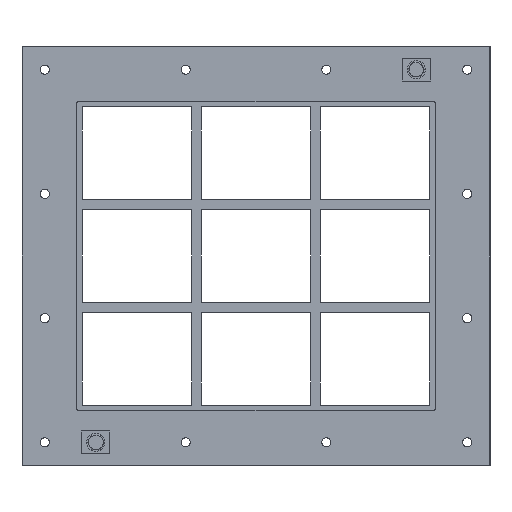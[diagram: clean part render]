
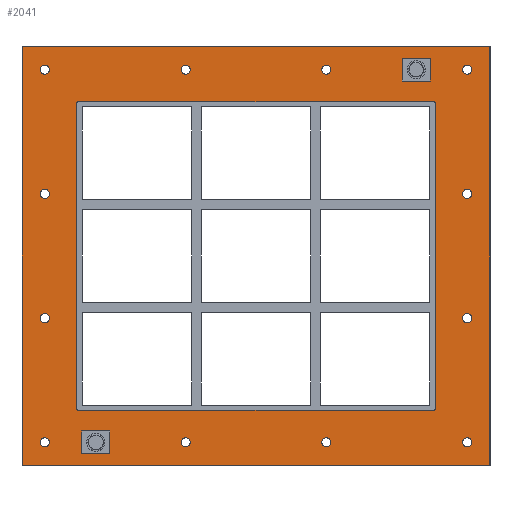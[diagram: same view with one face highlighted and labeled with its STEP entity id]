
A CAD part, front view. The second image highlights one B-rep face of the part: STEP entity #2041.
In plain terms, the highlighted planar face has unit normal (0, -1, 0).
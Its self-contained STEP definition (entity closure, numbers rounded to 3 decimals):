
#84=CARTESIAN_POINT('',(-226.75,0.0,-204.5));
#85=VERTEX_POINT('',#84);
#86=CARTESIAN_POINT('',(-231.75,0.0,-204.5));
#87=DIRECTION('',(0.0,1.0,0.0));
#88=DIRECTION('',(1.0,0.0,0.0));
#89=AXIS2_PLACEMENT_3D('',#86,#87,#88);
#90=CIRCLE('',#89,5.0);
#91=EDGE_CURVE('',#85,#85,#90,.T.);
#112=CARTESIAN_POINT('',(236.75,0.0,-68.2));
#113=VERTEX_POINT('',#112);
#114=CARTESIAN_POINT('',(231.75,0.0,-68.2));
#115=DIRECTION('',(0.0,1.0,0.0));
#116=DIRECTION('',(1.0,0.0,0.0));
#117=AXIS2_PLACEMENT_3D('',#114,#115,#116);
#118=CIRCLE('',#117,5.0);
#119=EDGE_CURVE('',#113,#113,#118,.T.);
#140=CARTESIAN_POINT('',(-226.75,0.0,-68.2));
#141=VERTEX_POINT('',#140);
#142=CARTESIAN_POINT('',(-231.75,0.0,-68.2));
#143=DIRECTION('',(0.0,1.0,0.0));
#144=DIRECTION('',(1.0,0.0,0.0));
#145=AXIS2_PLACEMENT_3D('',#142,#143,#144);
#146=CIRCLE('',#145,5.0);
#147=EDGE_CURVE('',#141,#141,#146,.T.);
#168=CARTESIAN_POINT('',(236.75,0.0,68.1));
#169=VERTEX_POINT('',#168);
#170=CARTESIAN_POINT('',(231.75,0.0,68.1));
#171=DIRECTION('',(0.0,1.0,0.0));
#172=DIRECTION('',(1.0,0.0,0.0));
#173=AXIS2_PLACEMENT_3D('',#170,#171,#172);
#174=CIRCLE('',#173,5.0);
#175=EDGE_CURVE('',#169,#169,#174,.T.);
#196=CARTESIAN_POINT('',(-226.75,0.0,68.1));
#197=VERTEX_POINT('',#196);
#198=CARTESIAN_POINT('',(-231.75,0.0,68.1));
#199=DIRECTION('',(0.0,1.0,0.0));
#200=DIRECTION('',(1.0,0.0,0.0));
#201=AXIS2_PLACEMENT_3D('',#198,#199,#200);
#202=CIRCLE('',#201,5.0);
#203=EDGE_CURVE('',#197,#197,#202,.T.);
#224=CARTESIAN_POINT('',(-72.25,0.0,204.4));
#225=VERTEX_POINT('',#224);
#226=CARTESIAN_POINT('',(-77.25,0.0,204.4));
#227=DIRECTION('',(0.0,1.0,0.0));
#228=DIRECTION('',(1.0,0.0,0.0));
#229=AXIS2_PLACEMENT_3D('',#226,#227,#228);
#230=CIRCLE('',#229,5.0);
#231=EDGE_CURVE('',#225,#225,#230,.T.);
#252=CARTESIAN_POINT('',(-72.25,0.0,-204.5));
#253=VERTEX_POINT('',#252);
#254=CARTESIAN_POINT('',(-77.25,0.0,-204.5));
#255=DIRECTION('',(0.0,1.0,0.0));
#256=DIRECTION('',(1.0,0.0,0.0));
#257=AXIS2_PLACEMENT_3D('',#254,#255,#256);
#258=CIRCLE('',#257,5.0);
#259=EDGE_CURVE('',#253,#253,#258,.T.);
#280=CARTESIAN_POINT('',(82.25,0.0,204.4));
#281=VERTEX_POINT('',#280);
#282=CARTESIAN_POINT('',(77.25,0.0,204.4));
#283=DIRECTION('',(0.0,1.0,0.0));
#284=DIRECTION('',(1.0,0.0,0.0));
#285=AXIS2_PLACEMENT_3D('',#282,#283,#284);
#286=CIRCLE('',#285,5.0);
#287=EDGE_CURVE('',#281,#281,#286,.T.);
#308=CARTESIAN_POINT('',(82.25,0.0,-204.5));
#309=VERTEX_POINT('',#308);
#310=CARTESIAN_POINT('',(77.25,0.0,-204.5));
#311=DIRECTION('',(0.0,1.0,0.0));
#312=DIRECTION('',(1.0,0.0,0.0));
#313=AXIS2_PLACEMENT_3D('',#310,#311,#312);
#314=CIRCLE('',#313,5.0);
#315=EDGE_CURVE('',#309,#309,#314,.T.);
#336=CARTESIAN_POINT('',(236.75,0.0,-204.5));
#337=VERTEX_POINT('',#336);
#338=CARTESIAN_POINT('',(231.75,0.0,-204.5));
#339=DIRECTION('',(0.0,1.0,0.0));
#340=DIRECTION('',(1.0,0.0,0.0));
#341=AXIS2_PLACEMENT_3D('',#338,#339,#340);
#342=CIRCLE('',#341,5.0);
#343=EDGE_CURVE('',#337,#337,#342,.T.);
#364=CARTESIAN_POINT('',(-226.75,0.0,204.4));
#365=VERTEX_POINT('',#364);
#366=CARTESIAN_POINT('',(-231.75,0.0,204.4));
#367=DIRECTION('',(0.0,1.0,0.0));
#368=DIRECTION('',(1.0,0.0,0.0));
#369=AXIS2_PLACEMENT_3D('',#366,#367,#368);
#370=CIRCLE('',#369,5.0);
#371=EDGE_CURVE('',#365,#365,#370,.T.);
#392=CARTESIAN_POINT('',(236.75,0.0,204.4));
#393=VERTEX_POINT('',#392);
#394=CARTESIAN_POINT('',(231.75,0.0,204.4));
#395=DIRECTION('',(0.0,1.0,0.0));
#396=DIRECTION('',(1.0,0.0,0.0));
#397=AXIS2_PLACEMENT_3D('',#394,#395,#396);
#398=CIRCLE('',#397,5.0);
#399=EDGE_CURVE('',#393,#393,#398,.T.);
#1896=CARTESIAN_POINT('',(0.,0.0,0.));
#1897=DIRECTION('',(0.0,1.0,0.0));
#1898=DIRECTION('',(0.0,0.0,1.0));
#1899=AXIS2_PLACEMENT_3D('',#1896,#1897,#1898);
#1900=PLANE('',#1899);
#1901=CARTESIAN_POINT('',(-256.75,0.0,229.5));
#1902=VERTEX_POINT('',#1901);
#1903=CARTESIAN_POINT('',(256.75,0.0,229.5));
#1904=VERTEX_POINT('',#1903);
#1905=CARTESIAN_POINT('',(-256.75,0.0,229.5));
#1906=DIRECTION('',(1.0,0.0,0.0));
#1907=VECTOR('',#1906,513.5);
#1908=LINE('',#1905,#1907);
#1909=EDGE_CURVE('',#1902,#1904,#1908,.T.);
#1910=ORIENTED_EDGE('',*,*,#1909,.F.);
#1911=CARTESIAN_POINT('',(-256.75,0.0,-229.5));
#1912=VERTEX_POINT('',#1911);
#1913=CARTESIAN_POINT('',(-256.75,0.0,-229.5));
#1914=DIRECTION('',(0.0,0.0,1.0));
#1915=VECTOR('',#1914,459.);
#1916=LINE('',#1913,#1915);
#1917=EDGE_CURVE('',#1912,#1902,#1916,.T.);
#1918=ORIENTED_EDGE('',*,*,#1917,.F.);
#1919=CARTESIAN_POINT('',(256.75,0.0,-229.5));
#1920=VERTEX_POINT('',#1919);
#1921=CARTESIAN_POINT('',(256.75,0.0,-229.5));
#1922=DIRECTION('',(-1.0,0.0,0.0));
#1923=VECTOR('',#1922,513.5);
#1924=LINE('',#1921,#1923);
#1925=EDGE_CURVE('',#1920,#1912,#1924,.T.);
#1926=ORIENTED_EDGE('',*,*,#1925,.F.);
#1927=CARTESIAN_POINT('',(256.75,0.0,229.5));
#1928=DIRECTION('',(0.0,0.0,-1.0));
#1929=VECTOR('',#1928,459.);
#1930=LINE('',#1927,#1929);
#1931=EDGE_CURVE('',#1904,#1920,#1930,.T.);
#1932=ORIENTED_EDGE('',*,*,#1931,.F.);
#1933=EDGE_LOOP('',(#1910,#1918,#1926,#1932));
#1934=FACE_OUTER_BOUND('',#1933,.T.);
#1935=ORIENTED_EDGE('',*,*,#91,.T.);
#1936=EDGE_LOOP('',(#1935));
#1937=FACE_BOUND('',#1936,.T.);
#1938=ORIENTED_EDGE('',*,*,#119,.T.);
#1939=EDGE_LOOP('',(#1938));
#1940=FACE_BOUND('',#1939,.T.);
#1941=ORIENTED_EDGE('',*,*,#147,.T.);
#1942=EDGE_LOOP('',(#1941));
#1943=FACE_BOUND('',#1942,.T.);
#1944=ORIENTED_EDGE('',*,*,#175,.T.);
#1945=EDGE_LOOP('',(#1944));
#1946=FACE_BOUND('',#1945,.T.);
#1947=ORIENTED_EDGE('',*,*,#203,.T.);
#1948=EDGE_LOOP('',(#1947));
#1949=FACE_BOUND('',#1948,.T.);
#1950=ORIENTED_EDGE('',*,*,#231,.T.);
#1951=EDGE_LOOP('',(#1950));
#1952=FACE_BOUND('',#1951,.T.);
#1953=ORIENTED_EDGE('',*,*,#259,.T.);
#1954=EDGE_LOOP('',(#1953));
#1955=FACE_BOUND('',#1954,.T.);
#1956=ORIENTED_EDGE('',*,*,#287,.T.);
#1957=EDGE_LOOP('',(#1956));
#1958=FACE_BOUND('',#1957,.T.);
#1959=ORIENTED_EDGE('',*,*,#315,.T.);
#1960=EDGE_LOOP('',(#1959));
#1961=FACE_BOUND('',#1960,.T.);
#1962=ORIENTED_EDGE('',*,*,#343,.T.);
#1963=EDGE_LOOP('',(#1962));
#1964=FACE_BOUND('',#1963,.T.);
#1965=ORIENTED_EDGE('',*,*,#371,.T.);
#1966=EDGE_LOOP('',(#1965));
#1967=FACE_BOUND('',#1966,.T.);
#1968=ORIENTED_EDGE('',*,*,#399,.T.);
#1969=EDGE_LOOP('',(#1968));
#1970=FACE_BOUND('',#1969,.T.);
#1971=CARTESIAN_POINT('',(-194.75,0.0,169.5));
#1972=VERTEX_POINT('',#1971);
#1973=CARTESIAN_POINT('',(-196.75,0.0,167.5));
#1974=VERTEX_POINT('',#1973);
#1975=CARTESIAN_POINT('',(-194.75,0.0,167.5));
#1976=DIRECTION('',(0.0,-1.0,0.0));
#1977=DIRECTION('',(-0.707,0.0,0.707));
#1978=AXIS2_PLACEMENT_3D('',#1975,#1976,#1977);
#1979=CIRCLE('',#1978,2.0);
#1980=EDGE_CURVE('',#1972,#1974,#1979,.T.);
#1981=ORIENTED_EDGE('',*,*,#1980,.F.);
#1982=CARTESIAN_POINT('',(194.75,0.0,169.5));
#1983=VERTEX_POINT('',#1982);
#1984=CARTESIAN_POINT('',(194.75,0.0,169.5));
#1985=DIRECTION('',(-1.0,0.0,0.0));
#1986=VECTOR('',#1985,389.5);
#1987=LINE('',#1984,#1986);
#1988=EDGE_CURVE('',#1983,#1972,#1987,.T.);
#1989=ORIENTED_EDGE('',*,*,#1988,.F.);
#1990=CARTESIAN_POINT('',(196.75,0.0,167.5));
#1991=VERTEX_POINT('',#1990);
#1992=CARTESIAN_POINT('',(194.75,0.0,167.5));
#1993=DIRECTION('',(0.0,-1.0,0.0));
#1994=DIRECTION('',(0.707,0.0,0.707));
#1995=AXIS2_PLACEMENT_3D('',#1992,#1993,#1994);
#1996=CIRCLE('',#1995,2.0);
#1997=EDGE_CURVE('',#1991,#1983,#1996,.T.);
#1998=ORIENTED_EDGE('',*,*,#1997,.F.);
#1999=CARTESIAN_POINT('',(196.75,0.0,-167.5));
#2000=VERTEX_POINT('',#1999);
#2001=CARTESIAN_POINT('',(196.75,0.0,-167.5));
#2002=DIRECTION('',(0.0,0.0,1.0));
#2003=VECTOR('',#2002,335.0);
#2004=LINE('',#2001,#2003);
#2005=EDGE_CURVE('',#2000,#1991,#2004,.T.);
#2006=ORIENTED_EDGE('',*,*,#2005,.F.);
#2007=CARTESIAN_POINT('',(194.75,0.0,-169.5));
#2008=VERTEX_POINT('',#2007);
#2009=CARTESIAN_POINT('',(194.75,0.0,-167.5));
#2010=DIRECTION('',(0.0,-1.0,0.0));
#2011=DIRECTION('',(0.707,0.0,-0.707));
#2012=AXIS2_PLACEMENT_3D('',#2009,#2010,#2011);
#2013=CIRCLE('',#2012,2.0);
#2014=EDGE_CURVE('',#2008,#2000,#2013,.T.);
#2015=ORIENTED_EDGE('',*,*,#2014,.F.);
#2016=CARTESIAN_POINT('',(-194.75,0.0,-169.5));
#2017=VERTEX_POINT('',#2016);
#2018=CARTESIAN_POINT('',(-194.75,0.0,-169.5));
#2019=DIRECTION('',(1.0,0.0,0.0));
#2020=VECTOR('',#2019,389.5);
#2021=LINE('',#2018,#2020);
#2022=EDGE_CURVE('',#2017,#2008,#2021,.T.);
#2023=ORIENTED_EDGE('',*,*,#2022,.F.);
#2024=CARTESIAN_POINT('',(-196.75,0.0,-167.5));
#2025=VERTEX_POINT('',#2024);
#2026=CARTESIAN_POINT('',(-194.75,0.0,-167.5));
#2027=DIRECTION('',(0.0,-1.0,0.0));
#2028=DIRECTION('',(-0.707,0.0,-0.707));
#2029=AXIS2_PLACEMENT_3D('',#2026,#2027,#2028);
#2030=CIRCLE('',#2029,2.0);
#2031=EDGE_CURVE('',#2025,#2017,#2030,.T.);
#2032=ORIENTED_EDGE('',*,*,#2031,.F.);
#2033=CARTESIAN_POINT('',(-196.75,0.0,167.5));
#2034=DIRECTION('',(0.0,0.0,-1.0));
#2035=VECTOR('',#2034,335.0);
#2036=LINE('',#2033,#2035);
#2037=EDGE_CURVE('',#1974,#2025,#2036,.T.);
#2038=ORIENTED_EDGE('',*,*,#2037,.F.);
#2039=EDGE_LOOP('',(#1981,#1989,#1998,#2006,#2015,#2023,#2032,#2038));
#2040=FACE_BOUND('',#2039,.T.);
#2041=ADVANCED_FACE('',(#1934,#1937,#1940,#1943,#1946,#1949,#1952,#1955,#1958,#1961,#1964,#1967,#1970,#2040),#1900,.F.);
